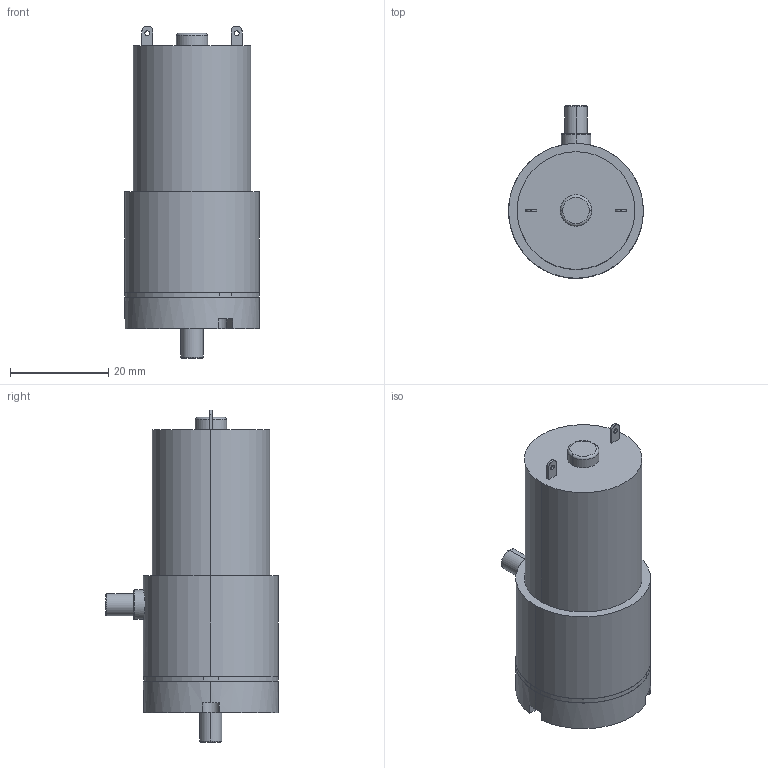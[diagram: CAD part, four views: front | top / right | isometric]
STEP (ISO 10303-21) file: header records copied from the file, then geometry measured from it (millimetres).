
FILE_DESCRIPTION (( 'STEP AP214' ), '1' );
FILE_NAME ('Air Pump Motor DC-12V-370-02PM气泵马达.step', '2016-10-28T04:20:12', ( 'dell' ), ( '' ), 'SwSTEP 2.0', 'SolidWorks 2013', '' );
FILE_SCHEMA (( 'AUTOMOTIVE_DESIGN' ));
Length unit declared in the file: millimetre
Products named in the file (1): Air Pump Motor DC-12V-370-02PM气泵马达
Bounding box: 27.5 x 35.2 x 67.7 mm (x, y, z)
Volume: 30286.8 mm3; surface area: 9693.7 mm2
Topology: 8 solids, 8 shells, 97 faces, 217 edges, 142 vertices
Faces by surface type: plane 51, cylinder 38, torus 8
Entity records: 3273 total; most frequent: CARTESIAN_POINT 517, DIRECTION 507, ORIENTED_EDGE 434, EDGE_CURVE 217, AXIS2_PLACEMENT_3D 194, VERTEX_POINT 142, VECTOR 119, LINE 119
